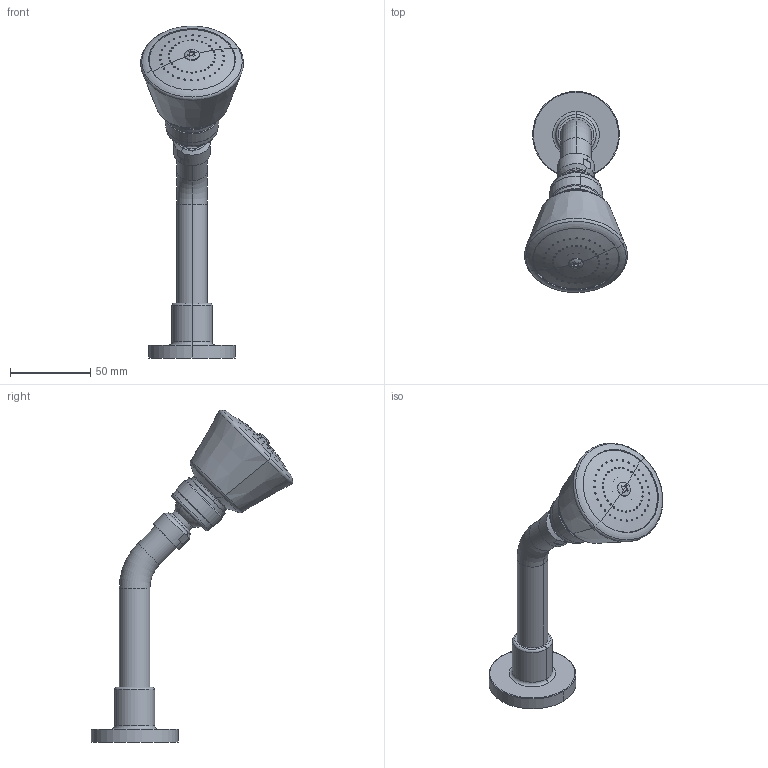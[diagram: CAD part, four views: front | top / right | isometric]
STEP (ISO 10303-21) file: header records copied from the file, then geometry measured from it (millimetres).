
FILE_DESCRIPTION (( 'STEP AP214' ), '1' );
FILE_NAME ('SUSSEX_SCALA_SSHO_shower_head_and_arm_shell.STEP', '2021-05-12T02:33:22', ( '' ), ( '' ), 'SwSTEP 2.0', 'SolidWorks 2020', '' );
FILE_SCHEMA (( 'AUTOMOTIVE_DESIGN' ));
Length unit declared in the file: millimetre
Products named in the file (1): SUSSEX_SCALA_SSHO_shower_head_and_arm_shell
Bounding box: 63.98 x 125.4 x 206.4 mm (x, y, z)
Volume: 102114.9 mm3; surface area: 55329.7 mm2
Topology: 7 solids, 7 shells, 274 faces, 691 edges, 441 vertices
Faces by surface type: cylinder 178, plane 40, torus 28, cone 22, sphere 6
Entity records: 13143 total; most frequent: CARTESIAN_POINT 3649, ORIENTED_EDGE 1372, DIRECTION 1160, EDGE_CURVE 686, AXIS2_PLACEMENT_3D 465, VERTEX_POINT 438, EDGE_LOOP 408, UNCERTAINTY_MEASURE_WITH_UNIT 280
